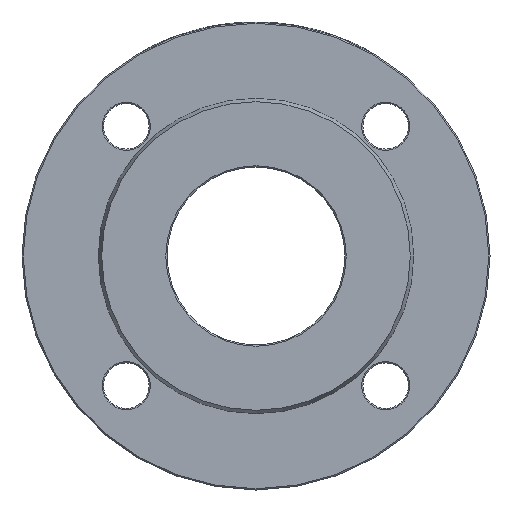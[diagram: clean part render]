
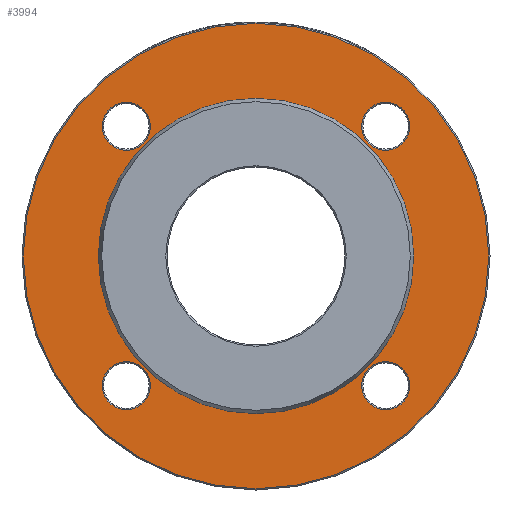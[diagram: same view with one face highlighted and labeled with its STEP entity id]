
A CAD part, left-side view. The second image highlights one B-rep face of the part: STEP entity #3994.
In plain terms, the highlighted planar face has unit normal (-1, 0, 0).
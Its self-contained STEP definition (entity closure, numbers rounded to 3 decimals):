
#42 = FACE_BOUND ( 'NONE', #3061, .T. ) ;
#62 = CARTESIAN_POINT ( 'NONE',  ( 3., 0., -92. ) ) ;
#185 = DIRECTION ( 'NONE',  ( 0., 0., 1. ) ) ;
#256 = DIRECTION ( 'NONE',  ( 1., 0., 0. ) ) ;
#292 = DIRECTION ( 'NONE',  ( 0., 0., 1. ) ) ;
#296 = EDGE_LOOP ( 'NONE', ( #427 ) ) ;
#427 = ORIENTED_EDGE ( 'NONE', *, *, #2704, .T. ) ;
#492 = DIRECTION ( 'NONE',  ( 0., 0., -1. ) ) ;
#600 = DIRECTION ( 'NONE',  ( 0., 0., -1. ) ) ;
#660 = ORIENTED_EDGE ( 'NONE', *, *, #824, .T. ) ;
#693 = VERTEX_POINT ( 'NONE', #3023 ) ;
#759 = AXIS2_PLACEMENT_3D ( 'NONE', #3353, #5672, #492 ) ;
#766 = CARTESIAN_POINT ( 'NONE',  ( 3., 51.265, -60.765 ) ) ;
#820 = AXIS2_PLACEMENT_3D ( 'NONE', #3714, #7263, #4345 ) ;
#824 = EDGE_CURVE ( 'NONE', #1866, #1866, #6666, .T. ) ;
#844 = DIRECTION ( 'NONE',  ( 0., -1., 0. ) ) ;
#1063 = EDGE_CURVE ( 'NONE', #5200, #5200, #4717, .T. ) ;
#1117 = ORIENTED_EDGE ( 'NONE', *, *, #1063, .T. ) ;
#1129 = FACE_BOUND ( 'NONE', #4258, .T. ) ;
#1788 = VERTEX_POINT ( 'NONE', #6339 ) ;
#1866 = VERTEX_POINT ( 'NONE', #766 ) ;
#1899 = ORIENTED_EDGE ( 'NONE', *, *, #4305, .F. ) ;
#1983 = ORIENTED_EDGE ( 'NONE', *, *, #6153, .T. ) ;
#2027 = DIRECTION ( 'NONE',  ( -1., 0., 0. ) ) ;
#2099 = CARTESIAN_POINT ( 'NONE',  ( 3., 51.265, -51.265 ) ) ;
#2326 = FACE_BOUND ( 'NONE', #3402, .T. ) ;
#2346 = VERTEX_POINT ( 'NONE', #3545 ) ;
#2498 = AXIS2_PLACEMENT_3D ( 'NONE', #3104, #5316, #844 ) ;
#2704 = EDGE_CURVE ( 'NONE', #2346, #2346, #3181, .T. ) ;
#2730 = ORIENTED_EDGE ( 'NONE', *, *, #5505, .T. ) ;
#2855 = FACE_BOUND ( 'NONE', #296, .T. ) ;
#2928 = FACE_OUTER_BOUND ( 'NONE', #4569, .T. ) ;
#3023 = CARTESIAN_POINT ( 'NONE',  ( 3., -60.765, -51.265 ) ) ;
#3061 = EDGE_LOOP ( 'NONE', ( #660 ) ) ;
#3104 = CARTESIAN_POINT ( 'NONE',  ( 3., -51.265, -51.265 ) ) ;
#3181 = CIRCLE ( 'NONE', #5453, 9.5 ) ;
#3229 = DIRECTION ( 'NONE',  ( 0., 0., -1. ) ) ;
#3353 = CARTESIAN_POINT ( 'NONE',  ( 3., 0., 0. ) ) ;
#3402 = EDGE_LOOP ( 'NONE', ( #1983 ) ) ;
#3545 = CARTESIAN_POINT ( 'NONE',  ( 3., -51.265, 60.765 ) ) ;
#3597 = CARTESIAN_POINT ( 'NONE',  ( 3., 0., 0. ) ) ;
#3699 = VERTEX_POINT ( 'NONE', #5432 ) ;
#3714 = CARTESIAN_POINT ( 'NONE',  ( 3., 51.265, 51.265 ) ) ;
#3994 = ADVANCED_FACE ( 'NONE', ( #7009, #2855, #2326, #42, #2928, #1129 ), #4129, .F. ) ;
#4129 = PLANE ( 'NONE',  #4768 ) ;
#4258 = EDGE_LOOP ( 'NONE', ( #1899 ) ) ;
#4305 = EDGE_CURVE ( 'NONE', #1788, #1788, #5124, .T. ) ;
#4345 = DIRECTION ( 'NONE',  ( 0., 1., 0. ) ) ;
#4569 = EDGE_LOOP ( 'NONE', ( #1117 ) ) ;
#4660 = DIRECTION ( 'NONE',  ( 1., 0., 0. ) ) ;
#4717 = CIRCLE ( 'NONE', #759, 92. ) ;
#4768 = AXIS2_PLACEMENT_3D ( 'NONE', #6438, #4660, #600 ) ;
#5015 = CIRCLE ( 'NONE', #2498, 9.5 ) ;
#5124 = CIRCLE ( 'NONE', #6326, 62.336 ) ;
#5200 = VERTEX_POINT ( 'NONE', #62 ) ;
#5316 = DIRECTION ( 'NONE',  ( 1., 0., 0. ) ) ;
#5432 = CARTESIAN_POINT ( 'NONE',  ( 3., 60.765, 51.265 ) ) ;
#5453 = AXIS2_PLACEMENT_3D ( 'NONE', #6006, #256, #292 ) ;
#5505 = EDGE_CURVE ( 'NONE', #693, #693, #5015, .T. ) ;
#5672 = DIRECTION ( 'NONE',  ( -1., 0., 0. ) ) ;
#5788 = EDGE_LOOP ( 'NONE', ( #2730 ) ) ;
#5793 = AXIS2_PLACEMENT_3D ( 'NONE', #2099, #7326, #3229 ) ;
#6006 = CARTESIAN_POINT ( 'NONE',  ( 3., -51.265, 51.265 ) ) ;
#6153 = EDGE_CURVE ( 'NONE', #3699, #3699, #6952, .T. ) ;
#6326 = AXIS2_PLACEMENT_3D ( 'NONE', #3597, #2027, #185 ) ;
#6339 = CARTESIAN_POINT ( 'NONE',  ( 3., 0., 62.336 ) ) ;
#6438 = CARTESIAN_POINT ( 'NONE',  ( 3., 62.336, 0. ) ) ;
#6666 = CIRCLE ( 'NONE', #5793, 9.5 ) ;
#6952 = CIRCLE ( 'NONE', #820, 9.5 ) ;
#7009 = FACE_BOUND ( 'NONE', #5788, .T. ) ;
#7263 = DIRECTION ( 'NONE',  ( 1., 0., 0. ) ) ;
#7326 = DIRECTION ( 'NONE',  ( 1., 0., 0. ) ) ;
